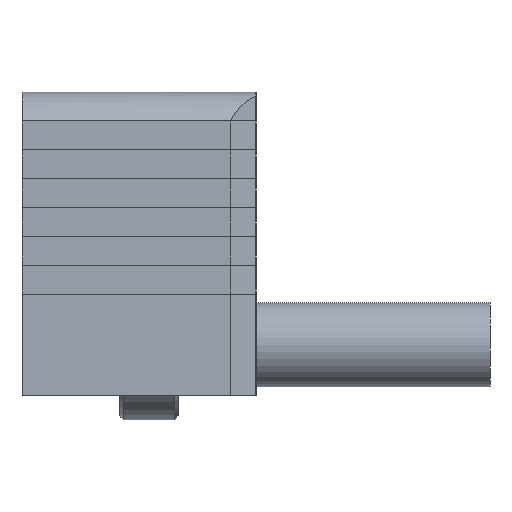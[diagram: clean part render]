
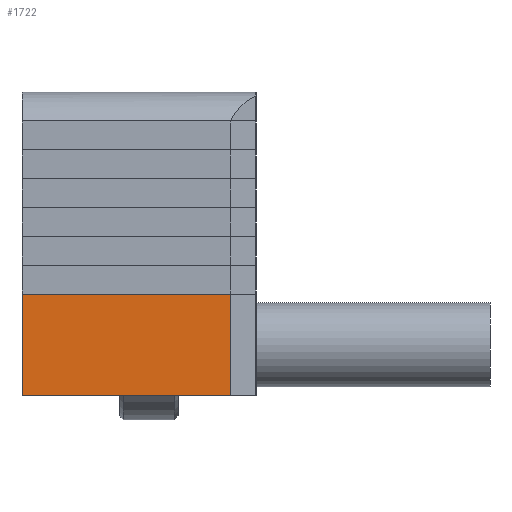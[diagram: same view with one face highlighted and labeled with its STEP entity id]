
A CAD part, left-side view. The second image highlights one B-rep face of the part: STEP entity #1722.
In plain terms, the highlighted face is planar.
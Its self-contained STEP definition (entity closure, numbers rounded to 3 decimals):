
#16 = DIRECTION ( 'NONE',  ( 0., -1., 0. ) ) ;
#108 = DIRECTION ( 'NONE',  ( -1., 0., 0. ) ) ;
#203 = VECTOR ( 'NONE', #2337, 1000. ) ;
#234 = LINE ( 'NONE', #915, #203 ) ;
#529 = ORIENTED_EDGE ( 'NONE', *, *, #3320, .F. ) ;
#601 = EDGE_LOOP ( 'NONE', ( #2608, #3547, #1116, #529 ) ) ;
#765 = FACE_OUTER_BOUND ( 'NONE', #601, .T. ) ;
#820 = DIRECTION ( 'NONE',  ( 0., -1., 0. ) ) ;
#841 = AXIS2_PLACEMENT_3D ( 'NONE', #3169, #4219, #1458 ) ;
#915 = CARTESIAN_POINT ( 'NONE',  ( 2.6, 6.5, -10. ) ) ;
#933 = VECTOR ( 'NONE', #108, 1000. ) ;
#953 = CARTESIAN_POINT ( 'NONE',  ( 2.6, -4.2, -10. ) ) ;
#1116 = ORIENTED_EDGE ( 'NONE', *, *, #3439, .F. ) ;
#1458 = DIRECTION ( 'NONE',  ( -1., 0., 0. ) ) ;
#1722 = ADVANCED_FACE ( 'NONE', ( #765 ), #2553, .T. ) ;
#1927 = VERTEX_POINT ( 'NONE', #1962 ) ;
#1947 = VERTEX_POINT ( 'NONE', #953 ) ;
#1962 = CARTESIAN_POINT ( 'NONE',  ( -2.6, 6.5, -10. ) ) ;
#2039 = CARTESIAN_POINT ( 'NONE',  ( -2.6, 0., -10. ) ) ;
#2195 = CARTESIAN_POINT ( 'NONE',  ( 2.6, -4.2, -10. ) ) ;
#2337 = DIRECTION ( 'NONE',  ( -1., 0., 0. ) ) ;
#2553 = PLANE ( 'NONE',  #841 ) ;
#2598 = CARTESIAN_POINT ( 'NONE',  ( -2.6, -4.2, -10. ) ) ;
#2608 = ORIENTED_EDGE ( 'NONE', *, *, #3582, .T. ) ;
#2868 = LINE ( 'NONE', #4222, #3747 ) ;
#2965 = VECTOR ( 'NONE', #16, 1000. ) ;
#3148 = LINE ( 'NONE', #2195, #933 ) ;
#3169 = CARTESIAN_POINT ( 'NONE',  ( 2.6, 0., -10. ) ) ;
#3320 = EDGE_CURVE ( 'NONE', #3357, #1927, #234, .T. ) ;
#3357 = VERTEX_POINT ( 'NONE', #3470 ) ;
#3425 = LINE ( 'NONE', #2039, #2965 ) ;
#3439 = EDGE_CURVE ( 'NONE', #1927, #3964, #3425, .T. ) ;
#3470 = CARTESIAN_POINT ( 'NONE',  ( 2.6, 6.5, -10. ) ) ;
#3547 = ORIENTED_EDGE ( 'NONE', *, *, #3644, .T. ) ;
#3582 = EDGE_CURVE ( 'NONE', #3357, #1947, #2868, .T. ) ;
#3644 = EDGE_CURVE ( 'NONE', #1947, #3964, #3148, .T. ) ;
#3747 = VECTOR ( 'NONE', #820, 1000. ) ;
#3964 = VERTEX_POINT ( 'NONE', #2598 ) ;
#4219 = DIRECTION ( 'NONE',  ( 0., 0., -1. ) ) ;
#4222 = CARTESIAN_POINT ( 'NONE',  ( 2.6, 0., -10. ) ) ;
